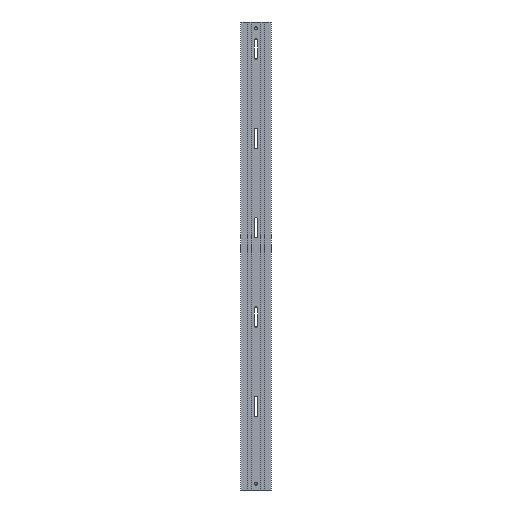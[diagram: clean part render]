
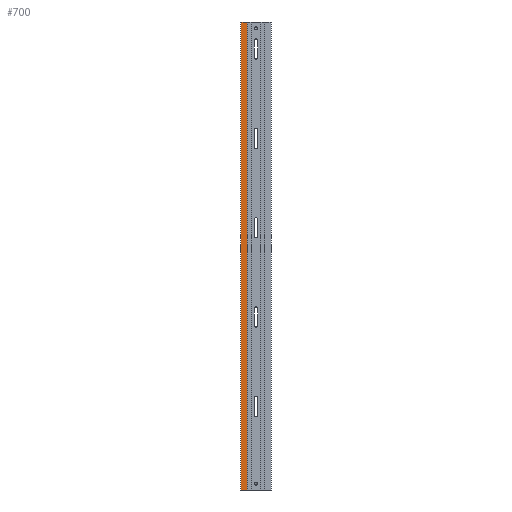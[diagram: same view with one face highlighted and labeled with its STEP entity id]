
A CAD part, front view. The second image highlights one B-rep face of the part: STEP entity #700.
In plain terms, the highlighted planar face has unit normal (0, -1, 0).
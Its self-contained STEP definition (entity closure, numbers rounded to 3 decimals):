
#26 = CARTESIAN_POINT ( 'NONE',  ( -25., 0., -385. ) ) ;
#56 = VECTOR ( 'NONE', #1252, 1000. ) ;
#96 = AXIS2_PLACEMENT_3D ( 'NONE', #2865, #1024, #1703 ) ;
#132 = LINE ( 'NONE', #26, #2634 ) ;
#140 = VERTEX_POINT ( 'NONE', #1409 ) ;
#304 = VERTEX_POINT ( 'NONE', #749 ) ;
#306 = DIRECTION ( 'NONE',  ( 1., 0., 0. ) ) ;
#444 = DIRECTION ( 'NONE',  ( 0., 0., -1. ) ) ;
#543 = ORIENTED_EDGE ( 'NONE', *, *, #2569, .F. ) ;
#598 = CARTESIAN_POINT ( 'NONE',  ( -25., 0., 385. ) ) ;
#641 = ORIENTED_EDGE ( 'NONE', *, *, #2431, .T. ) ;
#642 = LINE ( 'NONE', #2855, #2339 ) ;
#696 = ORIENTED_EDGE ( 'NONE', *, *, #2767, .F. ) ;
#700 = ADVANCED_FACE ( 'NONE', ( #2081 ), #2139, .F. ) ;
#749 = CARTESIAN_POINT ( 'NONE',  ( -14., 0., 385. ) ) ;
#969 = ORIENTED_EDGE ( 'NONE', *, *, #2714, .T. ) ;
#1024 = DIRECTION ( 'NONE',  ( 0., 1., 0. ) ) ;
#1060 = CARTESIAN_POINT ( 'NONE',  ( -25., 0., 385. ) ) ;
#1252 = DIRECTION ( 'NONE',  ( 1., 0., 0. ) ) ;
#1409 = CARTESIAN_POINT ( 'NONE',  ( -25., 0., -385. ) ) ;
#1599 = DIRECTION ( 'NONE',  ( 0., 0., -1. ) ) ;
#1703 = DIRECTION ( 'NONE',  ( 0., 0., 1. ) ) ;
#1764 = CARTESIAN_POINT ( 'NONE',  ( -25., 0., 385. ) ) ;
#2081 = FACE_OUTER_BOUND ( 'NONE', #2458, .T. ) ;
#2139 = PLANE ( 'NONE',  #96 ) ;
#2237 = VERTEX_POINT ( 'NONE', #2343 ) ;
#2258 = VECTOR ( 'NONE', #1599, 1000. ) ;
#2339 = VECTOR ( 'NONE', #444, 1000. ) ;
#2343 = CARTESIAN_POINT ( 'NONE',  ( -14., 0., -385. ) ) ;
#2411 = LINE ( 'NONE', #598, #2258 ) ;
#2431 = EDGE_CURVE ( 'NONE', #2925, #140, #2411, .T. ) ;
#2458 = EDGE_LOOP ( 'NONE', ( #969, #543, #696, #641 ) ) ;
#2569 = EDGE_CURVE ( 'NONE', #304, #2237, #642, .T. ) ;
#2634 = VECTOR ( 'NONE', #306, 1000. ) ;
#2714 = EDGE_CURVE ( 'NONE', #140, #2237, #132, .T. ) ;
#2767 = EDGE_CURVE ( 'NONE', #2925, #304, #2862, .T. ) ;
#2855 = CARTESIAN_POINT ( 'NONE',  ( -14., 0., 385. ) ) ;
#2862 = LINE ( 'NONE', #1764, #56 ) ;
#2865 = CARTESIAN_POINT ( 'NONE',  ( -25., 0., 385. ) ) ;
#2925 = VERTEX_POINT ( 'NONE', #1060 ) ;
